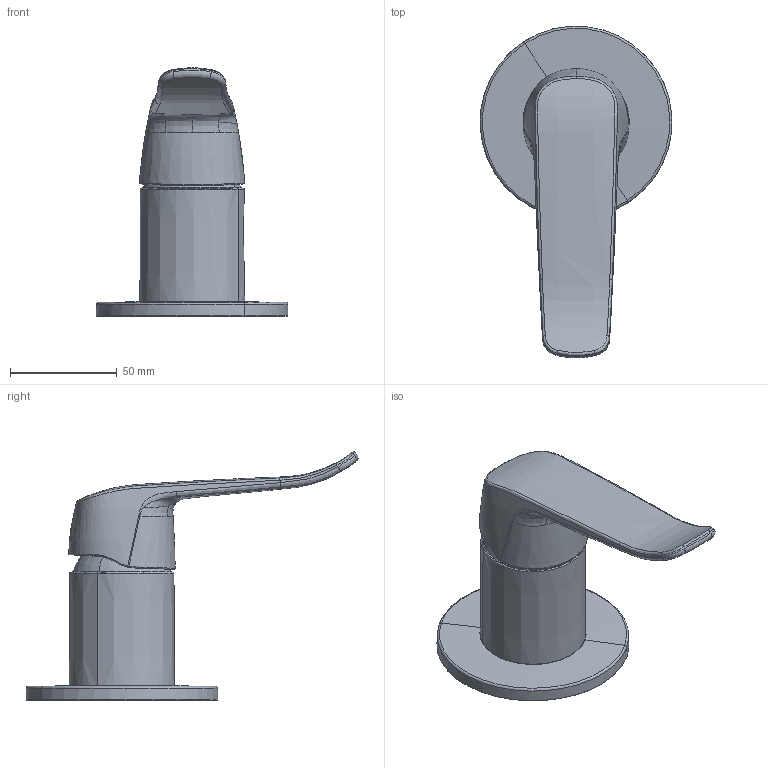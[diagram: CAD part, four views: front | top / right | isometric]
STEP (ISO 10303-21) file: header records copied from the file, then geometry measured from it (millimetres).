
FILE_DESCRIPTION (( 'STEP AP203' ), '1' );
FILE_NAME ('506699060037(2020).STEP', '2021-07-13T05:43:15', ( '' ), ( '' ), 'SwSTEP 2.0', 'SolidWorks 2016', '' );
FILE_SCHEMA (( 'CONFIG_CONTROL_DESIGN' ));
Length unit declared in the file: millimetre
Products named in the file (1): 506699060037(2020)
Bounding box: 89.81 x 155.56 x 116.35 mm (x, y, z)
Volume: 231255 mm3; surface area: 35535.6 mm2
Topology: 1 solids, 1 shells, 78 faces, 187 edges, 114 vertices
Faces by surface type: bspline 50, torus 8, plane 7, cylinder 5, cone 4, sphere 4
Entity records: 11467 total; most frequent: CARTESIAN_POINT 9983, ORIENTED_EDGE 374, EDGE_CURVE 187, DIRECTION 163, B_SPLINE_CURVE_WITH_KNOTS 125, VERTEX_POINT 114, EDGE_LOOP 81, FACE_OUTER_BOUND 78
